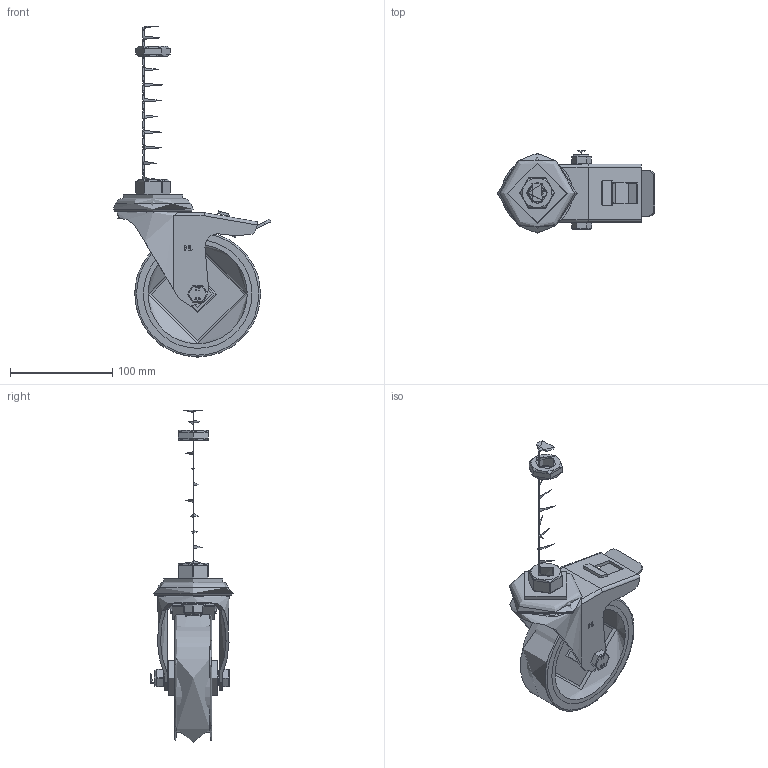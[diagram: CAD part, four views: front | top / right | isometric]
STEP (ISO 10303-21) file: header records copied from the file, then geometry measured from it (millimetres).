
FILE_DESCRIPTION(/* description */ (''),/* implementation_level */ '2;1');
FILE_NAME(/* name */ 'BZEH125NPBSWBM20X150.step',/* time_stamp */ '2025-06-30T11:36:28+01:00',/* author */ (''),/* organization */ (''),/* preprocessor_version */ 'ST-DEVELOPER v20.1',/* originating_system */ 'Autodesk Translation Framework v14.10.0.0',/* authorisation */ '');
FILE_SCHEMA (('AUTOMOTIVE_DESIGN { 1 0 10303 214 3 1 1 }'));
Products named in the file (35): BZEH125NPBSWBM20X150; BZEH125ASBH12SWB v1; ZINC PLATED, PRESSED STEEL TOP HEAD; ZINC PLATED, PRESSED STEEL FORKS; ZINC PLATED, PRESSED STEEL BRAKE PEDAL; BRAKE PAD; BRAKE PAD Geometry; brake bolt; BZH125WNPRB61 v1; POLYURETHANE TYRE; NYLON RIM; NYLON RIM Geometry; CAP; ROLLER BEARINGS; CAGE; RIBS; Component7; TUBEM15X50 v1; ZINC PLATED AXLE TUBE; HEXBOLTM10X70Z8.8 v2; GRADE 8.8 THREADED ZINC PLATED BOLT; NYLOCM10Z v1; NYLOC NUT; RUBBER; NUT; STM20X150 - 2 v4; THREADED STAINLESS STEEL ADJUSTING UNIT; M20; BASE; NM20HALFNUT; NUT (1); NUT Geometry; RUBBER (1); WASHER; NUT2
Assembly tree (42 placements, depth 5):
  BZEH125NPBSWBM20X150
    BZEH125ASBH12SWB v1
      ZINC PLATED, PRESSED STEEL TOP HEAD
      ZINC PLATED, PRESSED STEEL FORKS
      ZINC PLATED, PRESSED STEEL BRAKE PEDAL
      BRAKE PAD
        BRAKE PAD Geometry
        brake bolt
    BZH125WNPRB61 v1
      POLYURETHANE TYRE
      NYLON RIM
        NYLON RIM Geometry
        CAP
      ROLLER BEARINGS
        CAGE
        RIBS
          Component7  x9
    TUBEM15X50 v1
      ZINC PLATED AXLE TUBE
    HEXBOLTM10X70Z8.8 v2
      GRADE 8.8 THREADED ZINC PLATED BOLT
    NYLOCM10Z v1
      NYLOC NUT
        RUBBER
        NUT
    STM20X150 - 2 v4
      THREADED STAINLESS STEEL ADJUSTING UNIT
      M20
      BASE
      NM20HALFNUT
      NUT (1)
        NUT Geometry
        RUBBER (1)
      WASHER
      NUT2
Bounding box: 154 x 80.5 x 324.5 mm (x, y, z)
Volume: 409187.2 mm3; surface area: 197316.3 mm2
Topology: 29 solids, 29 shells, 944 faces, 2442 edges, 1561 vertices
Faces by surface type: cylinder 392, plane 371, bspline 85, torus 34, cone 32, sphere 30
Full cylindrical faces by diameter (mm): 4 x9, 8 x2, 8.141 x18, 9.836 x18, 9.85 x19, 10 x3, 10.25 x2, 10.5 x1, 11.834 x18, 12 x2, 12.2 x1, 13 x3, 14.5 x2, 15 x1, 15.2 x1, 15.5 x2, 16 x2, 16.938 x57, 18 x1, 19.791 x56, 20 x2, 21 x1, 22 x1, 22.5 x1, 23.5 x2, 25 x1, 27 x1, 27.2 x1, 28.745 x1, 34 x3
Entity records: 69424 total; most frequent: CARTESIAN_POINT 46909, ORIENTED_EDGE 4824, DIRECTION 4076, EDGE_CURVE 2412, VERTEX_POINT 1545, AXIS2_PLACEMENT_3D 1506, LINE 1064, VECTOR 1064
